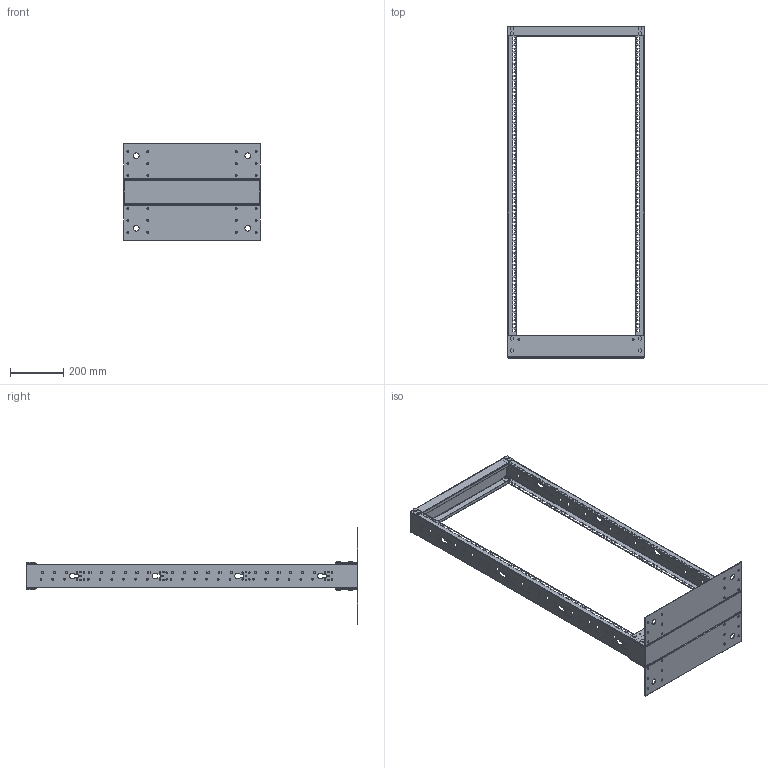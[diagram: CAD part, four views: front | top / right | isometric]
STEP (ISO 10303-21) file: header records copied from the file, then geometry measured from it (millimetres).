
FILE_DESCRIPTION (( 'STEP AP214' ), '1' );
FILE_NAME ('LC-SW2POST25-W_LC_3D.step', '2023-07-27T22:42:15', ( '' ), ( '' ), 'SwSTEP 2.0', 'SolidWorks 2022', '' );
FILE_SCHEMA (( 'AUTOMOTIVE_DESIGN' ));
Length unit declared in the file: inch
Products named in the file (7): Copy of HH^LC-SW2POST25-W_LC; Copy of 55^LC-SW2POST25-W_LC; Copy of M10_12^LC-SW2POST25-W_LC; LC-SW2POST25-W_LC_3D; Copy of HLZJ^LC-SW2POST25-W_LC; Copy of M4X8LS^LC-SW2POST25-W_LC; Copy of 8^LC-SW2POST25-W_LC
Assembly tree (28 placements, depth 2):
  LC-SW2POST25-W_LC_3D
    Copy of HH^LC-SW2POST25-W_LC  x2
    Copy of 8^LC-SW2POST25-W_LC  x2
    Copy of HLZJ^LC-SW2POST25-W_LC  x2
    Copy of 55^LC-SW2POST25-W_LC  x2
    Copy of M10_12^LC-SW2POST25-W_LC  x16
    Copy of M4X8LS^LC-SW2POST25-W_LC  x4
Bounding box: 514.5 x 1249 x 363 mm (x, y, z)
Volume: 1777154.7 mm3; surface area: 1622701.2 mm2
Topology: 28 solids, 28 shells, 3028 faces, 8964 edges, 6016 vertices
Faces by surface type: plane 1804, cylinder 1072, bspline 140, cone 12
Entity records: 46338 total; most frequent: CARTESIAN_POINT 11935, ORIENTED_EDGE 7248, DIRECTION 6540, EDGE_CURVE 3624, LINE 2760, VECTOR 2760, VERTEX_POINT 2430, AXIS2_PLACEMENT_3D 1890
